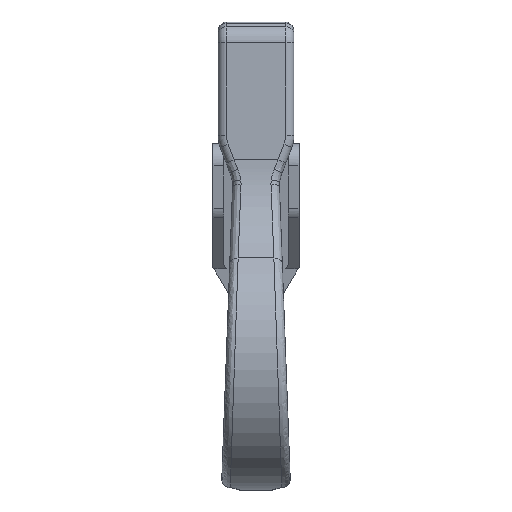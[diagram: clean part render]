
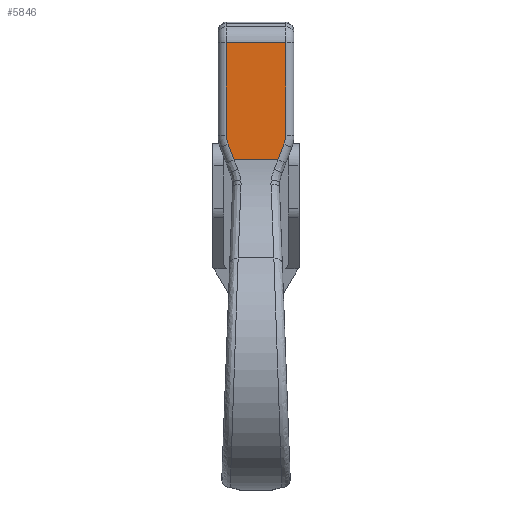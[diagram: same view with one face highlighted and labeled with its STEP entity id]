
A CAD part, front view. The second image highlights one B-rep face of the part: STEP entity #5846.
In plain terms, the highlighted planar face has unit normal (0, -1, 0).
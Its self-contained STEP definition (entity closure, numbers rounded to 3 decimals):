
#489=CARTESIAN_POINT('Vertex',(-7.,-13.,-15.848)) ;
#492=CARTESIAN_POINT('Line Origine',(-7.,-13.,-4.879)) ;
#496=CARTESIAN_POINT('Vertex',(-7.,-13.,6.09)) ;
#2066=CARTESIAN_POINT('Vertex',(-5.208,-13.,-21.662)) ;
#2096=CARTESIAN_POINT('Line Origine',(-5.908,-13.,-19.822)) ;
#2100=CARTESIAN_POINT('Vertex',(-6.608,-13.,-17.982)) ;
#3083=CARTESIAN_POINT('Vertex',(7.,-13.,6.09)) ;
#3086=CARTESIAN_POINT('Line Origine',(7.,-13.,-4.879)) ;
#3090=CARTESIAN_POINT('Vertex',(7.,-13.,-15.848)) ;
#4622=CARTESIAN_POINT('Vertex',(6.608,-13.,-17.982)) ;
#4625=CARTESIAN_POINT('Line Origine',(5.908,-13.,-19.822)) ;
#4629=CARTESIAN_POINT('Vertex',(5.208,-13.,-21.662)) ;
#5811=CARTESIAN_POINT('Axis2P3D Location',(0.,-13.,6.09)) ;
#5816=CARTESIAN_POINT('Line Origine',(0.,-13.,6.09)) ;
#5821=CARTESIAN_POINT('Axis2P3D Location',(-1.,-13.,-15.848)) ;
#5826=CARTESIAN_POINT('Line Origine',(0.,-13.,-21.662)) ;
#5831=CARTESIAN_POINT('Axis2P3D Location',(1.,-13.,-15.848)) ;
#493=DIRECTION('Vector Direction',(0.,0.,-1.)) ;
#2097=DIRECTION('Vector Direction',(-0.356,0.,0.935)) ;
#3087=DIRECTION('Vector Direction',(0.,0.,1.)) ;
#4626=DIRECTION('Vector Direction',(-0.356,0.,-0.935)) ;
#5812=DIRECTION('Axis2P3D Direction',(0.,-1.,0.)) ;
#5813=DIRECTION('Axis2P3D XDirection',(0.,0.,-1.)) ;
#5817=DIRECTION('Vector Direction',(1.,0.,0.)) ;
#5822=DIRECTION('Axis2P3D Direction',(0.,-1.,0.)) ;
#5827=DIRECTION('Vector Direction',(1.,0.,0.)) ;
#5832=DIRECTION('Axis2P3D Direction',(0.,-1.,0.)) ;
#5814=AXIS2_PLACEMENT_3D('Plane Axis2P3D',#5811,#5812,#5813) ;
#5823=AXIS2_PLACEMENT_3D('Circle Axis2P3D',#5821,#5822,$) ;
#5833=AXIS2_PLACEMENT_3D('Circle Axis2P3D',#5831,#5832,$) ;
#5837=ORIENTED_EDGE('',*,*,#5820,.T.) ;
#5838=ORIENTED_EDGE('',*,*,#498,.T.) ;
#5839=ORIENTED_EDGE('',*,*,#5825,.T.) ;
#5840=ORIENTED_EDGE('',*,*,#2102,.T.) ;
#5841=ORIENTED_EDGE('',*,*,#5830,.F.) ;
#5842=ORIENTED_EDGE('',*,*,#4631,.F.) ;
#5843=ORIENTED_EDGE('',*,*,#5835,.F.) ;
#5844=ORIENTED_EDGE('',*,*,#3092,.F.) ;
#494=VECTOR('Line Direction',#493,1.) ;
#2098=VECTOR('Line Direction',#2097,1.) ;
#3088=VECTOR('Line Direction',#3087,1.) ;
#4627=VECTOR('Line Direction',#4626,1.) ;
#5818=VECTOR('Line Direction',#5817,1.) ;
#5828=VECTOR('Line Direction',#5827,1.) ;
#5846=ADVANCED_FACE('\X2\51434EF6672C9AD4\X0\',(#5845),#5815,.T.) ;
#5824=CIRCLE('generated circle',#5823,6.) ;
#5834=CIRCLE('generated circle',#5833,6.) ;
#498=EDGE_CURVE('',#497,#490,#495,.T.) ;
#2102=EDGE_CURVE('',#2101,#2067,#2099,.F.) ;
#3092=EDGE_CURVE('',#3084,#3091,#3089,.F.) ;
#4631=EDGE_CURVE('',#4623,#4630,#4628,.T.) ;
#5820=EDGE_CURVE('',#3084,#497,#5819,.F.) ;
#5825=EDGE_CURVE('',#490,#2101,#5824,.T.) ;
#5830=EDGE_CURVE('',#4630,#2067,#5829,.F.) ;
#5835=EDGE_CURVE('',#3091,#4623,#5834,.F.) ;
#5836=EDGE_LOOP('',(#5837,#5838,#5839,#5840,#5841,#5842,#5843,#5844)) ;
#5845=FACE_OUTER_BOUND('',#5836,.T.) ;
#495=LINE('Line',#492,#494) ;
#2099=LINE('Line',#2096,#2098) ;
#3089=LINE('Line',#3086,#3088) ;
#4628=LINE('Line',#4625,#4627) ;
#5819=LINE('Line',#5816,#5818) ;
#5829=LINE('Line',#5826,#5828) ;
#5815=PLANE('',#5814) ;
#490=VERTEX_POINT('',#489) ;
#497=VERTEX_POINT('',#496) ;
#2067=VERTEX_POINT('',#2066) ;
#2101=VERTEX_POINT('',#2100) ;
#3084=VERTEX_POINT('',#3083) ;
#3091=VERTEX_POINT('',#3090) ;
#4623=VERTEX_POINT('',#4622) ;
#4630=VERTEX_POINT('',#4629) ;
